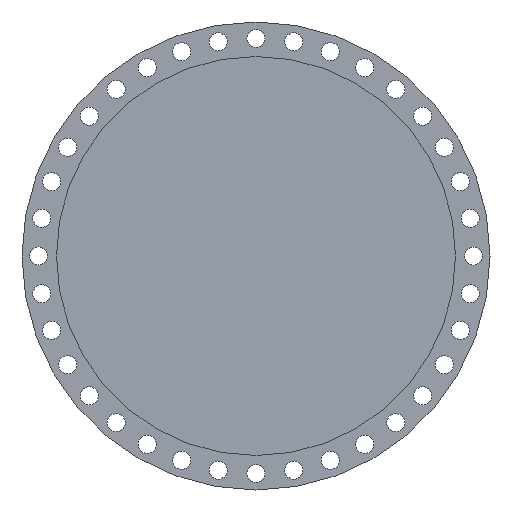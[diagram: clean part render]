
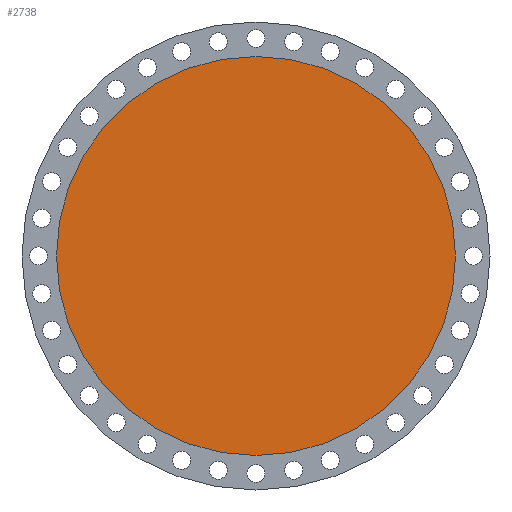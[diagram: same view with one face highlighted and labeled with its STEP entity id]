
A CAD part, left-side view. The second image highlights one B-rep face of the part: STEP entity #2738.
In plain terms, the highlighted planar face has unit normal (-1, 0, 0).
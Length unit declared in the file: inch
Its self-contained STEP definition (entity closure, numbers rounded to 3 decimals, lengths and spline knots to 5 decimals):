
#42 = VERTEX_POINT ( 'NONE', #596 ) ;
#91 = DIRECTION ( 'NONE',  ( 0., 0., 1. ) ) ;
#596 = CARTESIAN_POINT ( 'NONE',  ( 0., 0., 16.625 ) ) ;
#601 = DIRECTION ( 'NONE',  ( 0., 0., 1. ) ) ;
#605 = AXIS2_PLACEMENT_3D ( 'NONE', #1091, #631, #601 ) ;
#609 = AXIS2_PLACEMENT_3D ( 'NONE', #2807, #1892, #91 ) ;
#631 = DIRECTION ( 'NONE',  ( -1., 0., 0. ) ) ;
#933 = DIRECTION ( 'NONE',  ( 0., 0., 1. ) ) ;
#948 = CARTESIAN_POINT ( 'NONE',  ( 0., 0., -16.625 ) ) ;
#1091 = CARTESIAN_POINT ( 'NONE',  ( 0., 0., 0. ) ) ;
#1101 = ORIENTED_EDGE ( 'NONE', *, *, #2506, .T. ) ;
#1134 = CARTESIAN_POINT ( 'NONE',  ( 0., 0., 0. ) ) ;
#1249 = ORIENTED_EDGE ( 'NONE', *, *, #2367, .T. ) ;
#1392 = FACE_OUTER_BOUND ( 'NONE', #2869, .T. ) ;
#1885 = CIRCLE ( 'NONE', #605, 16.625 ) ;
#1892 = DIRECTION ( 'NONE',  ( -1., 0., 0. ) ) ;
#2186 = VERTEX_POINT ( 'NONE', #948 ) ;
#2260 = CIRCLE ( 'NONE', #609, 16.625 ) ;
#2367 = EDGE_CURVE ( 'NONE', #2186, #42, #1885, .T. ) ;
#2394 = AXIS2_PLACEMENT_3D ( 'NONE', #1134, #2908, #933 ) ;
#2480 = PLANE ( 'NONE',  #2394 ) ;
#2506 = EDGE_CURVE ( 'NONE', #42, #2186, #2260, .T. ) ;
#2738 = ADVANCED_FACE ( 'NONE', ( #1392 ), #2480, .T. ) ;
#2807 = CARTESIAN_POINT ( 'NONE',  ( 0., 0., 0. ) ) ;
#2869 = EDGE_LOOP ( 'NONE', ( #1101, #1249 ) ) ;
#2908 = DIRECTION ( 'NONE',  ( -1., 0., 0. ) ) ;
